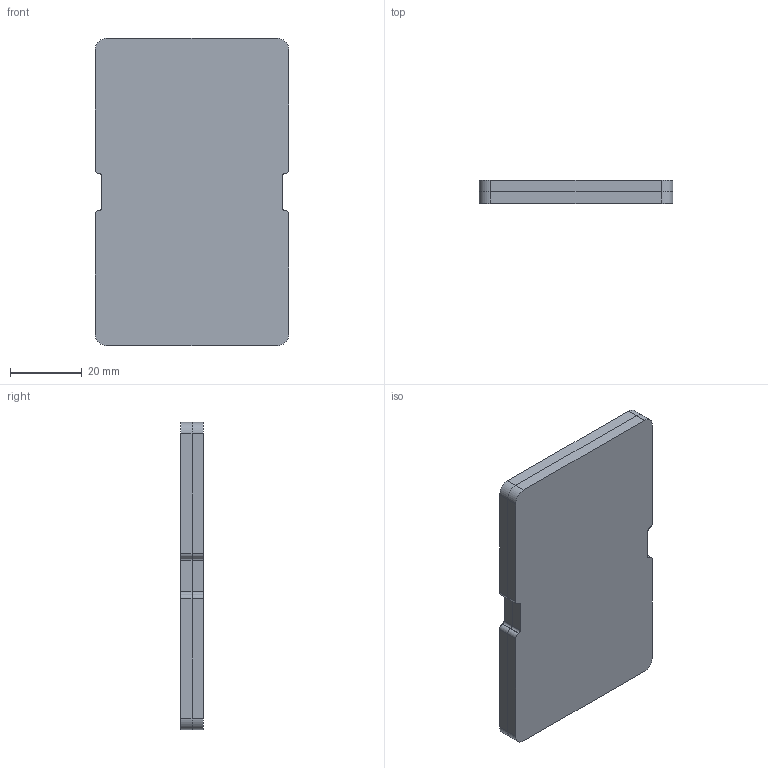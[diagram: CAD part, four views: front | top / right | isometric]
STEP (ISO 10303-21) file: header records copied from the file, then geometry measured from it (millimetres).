
FILE_DESCRIPTION(/* description */ (''),/* implementation_level */ '2;1');
FILE_NAME(/* name */ 'Wallet v1.step',/* time_stamp */ '2020-10-13T14:35:09-04:00',/* author */ (''),/* organization */ (''),/* preprocessor_version */ 'ST-DEVELOPER v18.1',/* originating_system */ 'Autodesk Translation Framework v9.3.0.1241',/* authorisation */ '');
FILE_SCHEMA (('AUTOMOTIVE_DESIGN { 1 0 10303 214 3 1 1 }'));
Length unit declared in the file: inch
Products named in the file (3): Wallet; Component1; Component2
Assembly tree (2 placements, depth 2):
  Wallet
    Component1
    Component2
Bounding box: 53.98 x 6.35 x 85.72 mm (x, y, z)
Volume: 28393.5 mm3; surface area: 19682.1 mm2
Topology: 2 solids, 2 shells, 56 faces, 156 edges, 104 vertices
Faces by surface type: plane 29, cylinder 27
Entity records: 1901 total; most frequent: DIRECTION 332, CARTESIAN_POINT 321, ORIENTED_EDGE 312, EDGE_CURVE 156, AXIS2_PLACEMENT_3D 115, VERTEX_POINT 104, LINE 102, VECTOR 102
